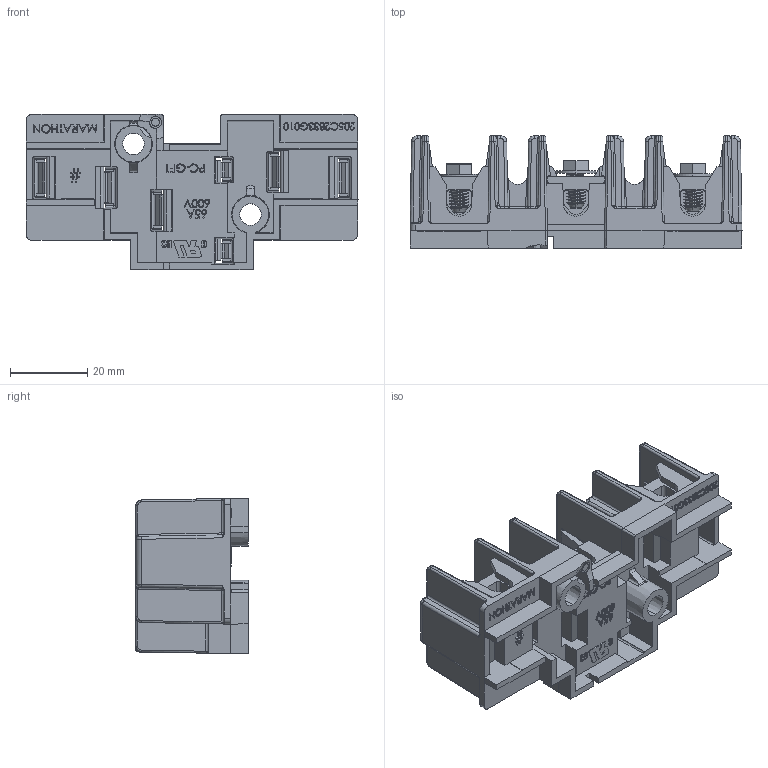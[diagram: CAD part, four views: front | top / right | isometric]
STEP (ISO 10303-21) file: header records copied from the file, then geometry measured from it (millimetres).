
FILE_DESCRIPTION(('FreeCAD Model'),'2;1');
FILE_NAME('Open CASCADE Shape Model','2024-10-02T11:54:35',('Author'),( ''),'Open CASCADE STEP processor 7.5','FreeCAD','Unknown');
FILE_SCHEMA(('AUTOMOTIVE_DESIGN { 1 0 10303 214 1 1 1 1 }'));
Length unit declared in the file: millimetre
Products named in the file (4): Unnamed; 983105x_9831054; 9800800003; 9817206006
Assembly tree (10 placements, depth 2):
  Unnamed
    983105x_9831054
    9800800003  x3
    9817206006  x6
Bounding box: 85.85 x 29.06 x 40.13 mm (x, y, z)
Volume: 27233.1 mm3; surface area: 32618.1 mm2
Topology: 10 solids, 10 shells, 1744 faces, 4705 edges, 3026 vertices
Faces by surface type: plane 879, cylinder 454, bspline 365, cone 39, sphere 4, torus 3
Entity records: 59073 total; most frequent: CARTESIAN_POINT 27627, ORIENTED_EDGE 7376, DIRECTION 5235, EDGE_CURVE 3688, LINE 2405, VECTOR 2405, VERTEX_POINT 2368, FACE_BOUND 1442
